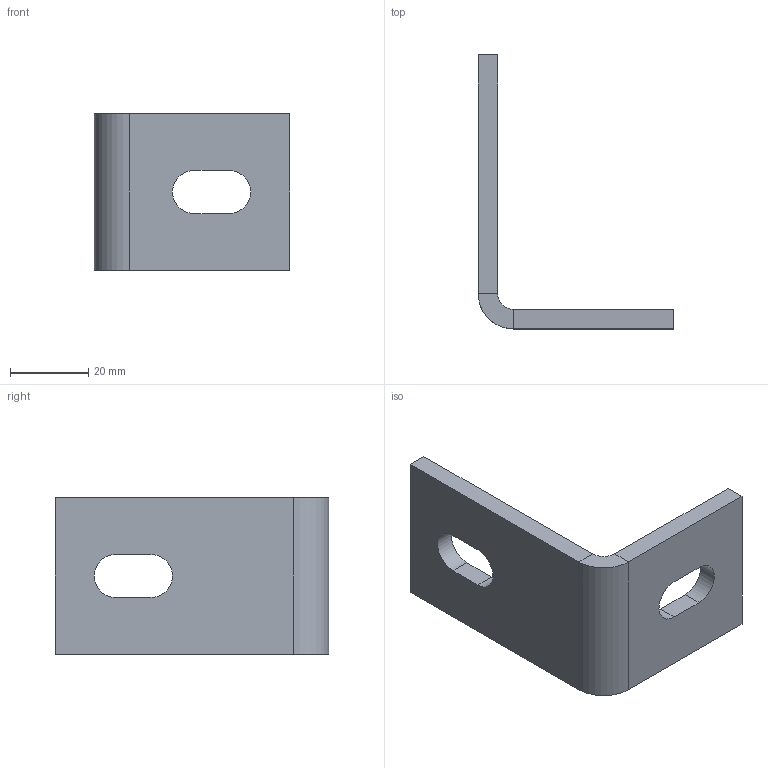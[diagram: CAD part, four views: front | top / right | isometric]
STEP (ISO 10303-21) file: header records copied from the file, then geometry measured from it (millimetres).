
FILE_DESCRIPTION (( 'STEP AP203' ), '1' );
FILE_NAME ('CLM50D-UM-BS Óãîëîê ìîíòàæíûé BS IEK.STEP', '2023-03-23T06:13:47', ( '' ), ( '' ), 'SwSTEP 2.0', 'SolidWorks 2022', '' );
FILE_SCHEMA (( 'CONFIG_CONTROL_DESIGN' ));
Length unit declared in the file: millimetre
Products named in the file (1): CLM50D-UM-BS Уголок монтажный BS IEK
Bounding box: 50 x 70 x 40 mm (x, y, z)
Volume: 20501.7 mm3; surface area: 10248.4 mm2
Topology: 1 solids, 1 shells, 23 faces, 55 edges, 34 vertices
Faces by surface type: plane 16, cylinder 7
Entity records: 744 total; most frequent: DIRECTION 117, CARTESIAN_POINT 113, ORIENTED_EDGE 110, EDGE_CURVE 55, VECTOR 41, LINE 41, AXIS2_PLACEMENT_3D 38, VERTEX_POINT 34
